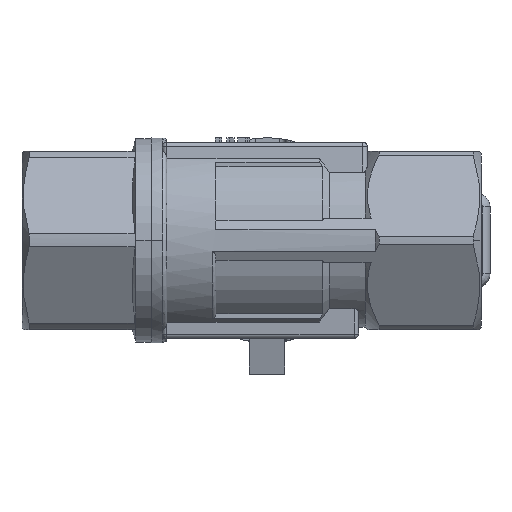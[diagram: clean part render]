
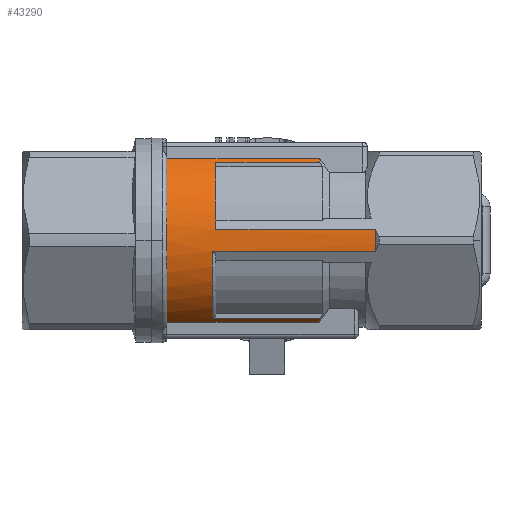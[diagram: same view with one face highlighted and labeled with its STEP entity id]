
A CAD part, front view. The second image highlights one B-rep face of the part: STEP entity #43290.
In plain terms, the highlighted cylindrical face has radius 10.9 mm (diameter 21.8 mm), a partial arc.
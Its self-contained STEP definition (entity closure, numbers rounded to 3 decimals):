
#33660=CARTESIAN_POINT('',(11.25,-5.914,
-9.156));
#33670=VERTEX_POINT('',#33660);
#33700=CARTESIAN_POINT('',(11.25,0.,0.));
#33710=DIRECTION('',(1.,0.,0.));
#33720=DIRECTION('',(0.,-0.543,
0.84));
#33730=AXIS2_PLACEMENT_3D('',#33700,#33710,#33720);
#33740=CIRCLE('',#33730,10.9);
#33750=CARTESIAN_POINT('',(11.25,-5.914,
9.156));
#33760=VERTEX_POINT('',#33750);
#33770=EDGE_CURVE('',#33760,#33670,#33740,.T.);
#33940=CARTESIAN_POINT('',(-5.85,-5.914,
-9.156));
#33950=DIRECTION('',(1.,0.,0.));
#33960=VECTOR('',#33950,1.);
#33970=LINE('',#33940,#33960);
#33980=CARTESIAN_POINT('',(-5.85,-5.914,
-9.156));
#33990=VERTEX_POINT('',#33980);
#34000=EDGE_CURVE('',#33990,#33670,#33970,.T.);
#34920=CARTESIAN_POINT('',(-5.85,-6.497,
-8.752));
#34930=VERTEX_POINT('',#34920);
#34960=CARTESIAN_POINT('',(-5.85,0.,0.));
#34970=DIRECTION('',(-1.,0.,0.));
#34980=DIRECTION('',(0.,-0.543,-0.84));
#34990=AXIS2_PLACEMENT_3D('',#34960,#34970,#34980);
#35000=CIRCLE('',#34990,10.9);
#35010=EDGE_CURVE('',#33990,#34930,#35000,.T.);
#36880=CARTESIAN_POINT('',(-12.15,-10.829,
-1.244));
#36890=DIRECTION('',(1.,0.,0.));
#36900=VECTOR('',#36890,1.);
#36910=LINE('',#36880,#36900);
#36920=CARTESIAN_POINT('',(-12.15,-10.829,
-1.244));
#36930=VERTEX_POINT('',#36920);
#36940=CARTESIAN_POINT('',(5.75,-10.829,
-1.244));
#36950=VERTEX_POINT('',#36940);
#36960=EDGE_CURVE('',#36930,#36950,#36910,.T.);
#37700=CARTESIAN_POINT('',(-12.15,-10.829,
1.244));
#37710=VERTEX_POINT('',#37700);
#37760=CARTESIAN_POINT('',(-12.15,0.,0.));
#37770=DIRECTION('',(-1.,0.,0.));
#37780=DIRECTION('',(0.,-0.993,-0.114));
#37790=AXIS2_PLACEMENT_3D('',#37760,#37770,#37780);
#37800=CIRCLE('',#37790,10.9);
#37810=EDGE_CURVE('',#36930,#37710,#37800,.T.);
#42140=CARTESIAN_POINT('',(6.15,-10.829,
1.244));
#42150=VERTEX_POINT('',#42140);
#42180=CARTESIAN_POINT('',(6.15,-10.829,
1.244));
#42190=DIRECTION('',(-1.,0.,0.));
#42200=VECTOR('',#42190,1.);
#42210=LINE('',#42180,#42200);
#42220=EDGE_CURVE('',#42150,#37710,#42210,.T.);
#42420=CARTESIAN_POINT('',(-5.85,-6.497,
8.752));
#42430=VERTEX_POINT('',#42420);
#42650=CARTESIAN_POINT('',(-5.85,-5.914,
9.156));
#42660=VERTEX_POINT('',#42650);
#42690=CARTESIAN_POINT('',(-5.85,0.,0.));
#42700=DIRECTION('',(-1.,0.,0.));
#42710=DIRECTION('',(0.,-0.596,0.803));
#42720=AXIS2_PLACEMENT_3D('',#42690,#42700,#42710);
#42730=CIRCLE('',#42720,10.9);
#42740=EDGE_CURVE('',#42430,#42660,#42730,.T.);
#42790=CARTESIAN_POINT('',(0.,0.,0.));
#42800=DIRECTION('',(-1.,0.,0.));
#42810=DIRECTION('',(0.,0.,1.));
#42820=AXIS2_PLACEMENT_3D('',#42790,#42800,#42810);
#42830=CYLINDRICAL_SURFACE('',#42820,10.9);
#42840=ORIENTED_EDGE('',*,*,#34000,.T.);
#42850=ORIENTED_EDGE('',*,*,#35010,.F.);
#42860=CARTESIAN_POINT('',(5.75,-6.497,
-8.752));
#42870=DIRECTION('',(-1.,0.,0.));
#42880=VECTOR('',#42870,1.);
#42890=LINE('',#42860,#42880);
#42900=CARTESIAN_POINT('',(5.75,-6.497,
-8.752));
#42910=VERTEX_POINT('',#42900);
#42920=EDGE_CURVE('',#42910,#34930,#42890,.T.);
#42930=ORIENTED_EDGE('',*,*,#42920,.T.);
#42940=CARTESIAN_POINT('',(5.75,0.,0.));
#42950=DIRECTION('',(-1.,0.,0.));
#42960=DIRECTION('',(0.,-0.596,
-0.803));
#42970=AXIS2_PLACEMENT_3D('',#42940,#42950,#42960);
#42980=CIRCLE('',#42970,10.9);
#42990=EDGE_CURVE('',#42910,#36950,#42980,.T.);
#43000=ORIENTED_EDGE('',*,*,#42990,.F.);
#43010=ORIENTED_EDGE('',*,*,#36960,.T.);
#43020=ORIENTED_EDGE('',*,*,#37810,.F.);
#43030=ORIENTED_EDGE('',*,*,#42220,.T.);
#43040=CARTESIAN_POINT('',(6.15,0.,0.));
#43050=DIRECTION('',(-1.,0.,0.));
#43060=DIRECTION('',(0.,-0.993,0.114));
#43070=AXIS2_PLACEMENT_3D('',#43040,#43050,#43060);
#43080=CIRCLE('',#43070,10.9);
#43090=CARTESIAN_POINT('',(6.15,-6.497,
8.752));
#43100=VERTEX_POINT('',#43090);
#43110=EDGE_CURVE('',#42150,#43100,#43080,.T.);
#43120=ORIENTED_EDGE('',*,*,#43110,.F.);
#43130=CARTESIAN_POINT('',(-5.85,-6.497,
8.752));
#43140=DIRECTION('',(1.,0.,0.));
#43150=VECTOR('',#43140,1.);
#43160=LINE('',#43130,#43150);
#43170=EDGE_CURVE('',#42430,#43100,#43160,.T.);
#43180=ORIENTED_EDGE('',*,*,#43170,.T.);
#43190=ORIENTED_EDGE('',*,*,#42740,.F.);
#43200=CARTESIAN_POINT('',(11.25,-5.914,
9.156));
#43210=DIRECTION('',(-1.,0.,0.));
#43220=VECTOR('',#43210,1.);
#43230=LINE('',#43200,#43220);
#43240=EDGE_CURVE('',#33760,#42660,#43230,.T.);
#43250=ORIENTED_EDGE('',*,*,#43240,.T.);
#43260=ORIENTED_EDGE('',*,*,#33770,.F.);
#43270=EDGE_LOOP('',(#43260,#43250,#43190,#43180,#43120,#43030,#43020,
#43010,#43000,#42930,#42850,#42840));
#43280=FACE_OUTER_BOUND('',#43270,.T.);
#43290=ADVANCED_FACE('',(#43280),#42830,.T.);
